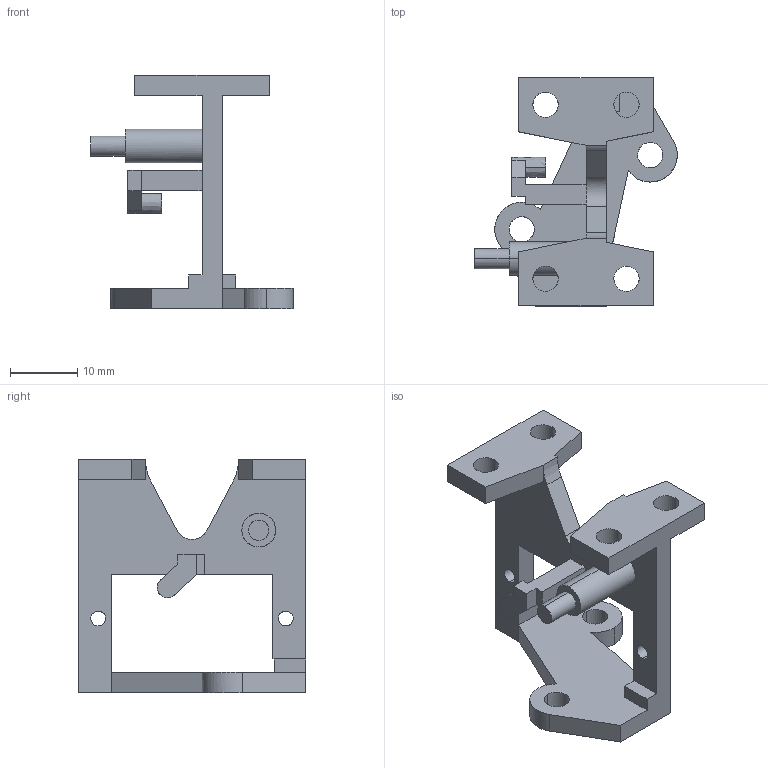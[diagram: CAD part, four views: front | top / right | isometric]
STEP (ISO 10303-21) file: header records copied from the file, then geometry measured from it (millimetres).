
FILE_DESCRIPTION(/* description */ (''),/* implementation_level */ '2;1');
FILE_NAME(/* name */ 'Frame',/* time_stamp */ '2018-11-26T10:50:38+05:00',/* author */ (''),/* organization */ (''),/* preprocessor_version */ 'ST-DEVELOPER v15',/* originating_system */ '',/* authorisation */ '');
FILE_SCHEMA (('AUTOMOTIVE_DESIGN'));
Length unit declared in the file: millimetre
Products named in the file (1): Document
Bounding box: 30.02 x 33.8 x 34.6 mm (x, y, z)
Volume: 4350.4 mm3; surface area: 4274.9 mm2
Topology: 1 solids, 1 shells, 76 faces, 216 edges, 142 vertices
Faces by surface type: plane 48, bspline 28
Entity records: 2706 total; most frequent: CARTESIAN_POINT 1350, ORIENTED_EDGE 432, EDGE_CURVE 216, VERTEX_POINT 142, B_SPLINE_CURVE_WITH_KNOTS 124, EDGE_LOOP 94, ADVANCED_FACE 76, FACE_OUTER_BOUND 76
